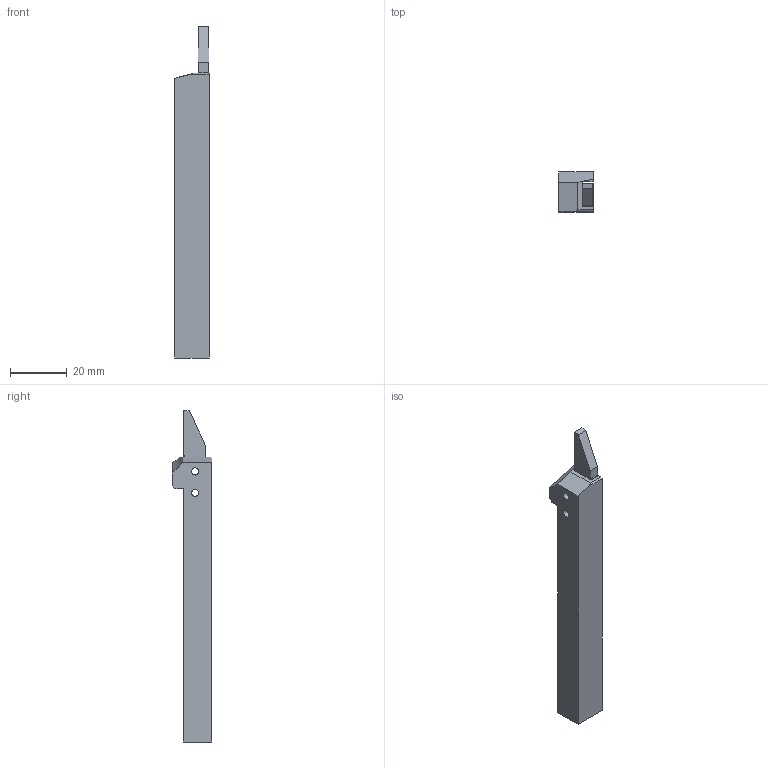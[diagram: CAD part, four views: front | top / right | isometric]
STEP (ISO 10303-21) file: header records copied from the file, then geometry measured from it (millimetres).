
FILE_DESCRIPTION (( 'STEP AP203' ), '1' );
FILE_NAME ('CUT-40-01.step', '2023-12-12T07:54:30', ( '' ), ( '' ), 'SwSTEP 2.0', 'SolidWorks 2023', '' );
FILE_SCHEMA (( 'CONFIG_CONTROL_DESIGN' ));
Length unit declared in the file: millimetre
Products named in the file (3): CUT-40_01; CUT-Vorlage 3000 Kurz + Lang R-L nenn Länge 40 +50.5_R-Lang 50.5; CUT-40-01
Assembly tree (2 placements, depth 2):
  CUT-40-01
    CUT-40_01
    CUT-Vorlage 3000 Kurz + Lang R-L nenn Länge 40 +50.5_R-Lang 50.5
Bounding box: 12 x 14 x 116.57 mm (x, y, z)
Volume: 12078 mm3; surface area: 6203.8 mm2
Topology: 2 solids, 2 shells, 104 faces, 270 edges, 172 vertices
Faces by surface type: plane 56, cylinder 31, cone 10, torus 7
Full cylindrical faces by diameter (mm): 0.01 x1, 2.5 x2, 4.2 x1
Entity records: 3400 total; most frequent: CARTESIAN_POINT 574, DIRECTION 530, ORIENTED_EDGE 510, EDGE_CURVE 255, AXIS2_PLACEMENT_3D 177, VECTOR 176, LINE 176, VERTEX_POINT 169
